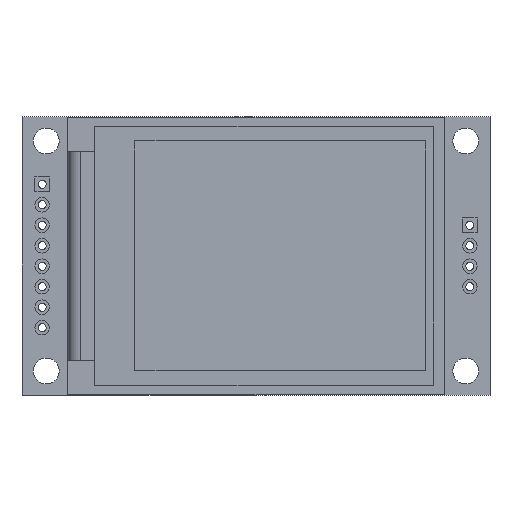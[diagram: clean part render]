
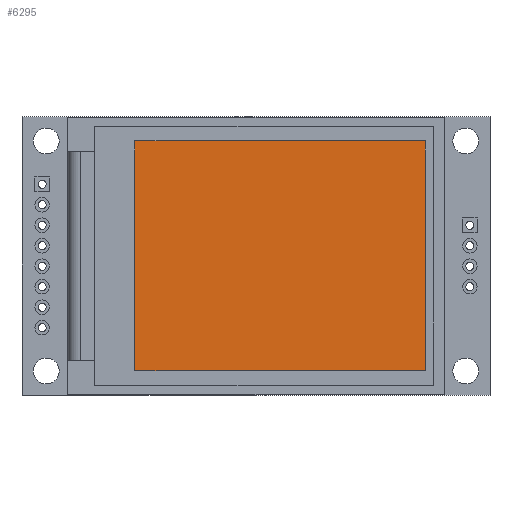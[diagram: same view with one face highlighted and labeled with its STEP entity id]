
A CAD part, top view. The second image highlights one B-rep face of the part: STEP entity #6295.
In plain terms, the highlighted planar face has unit normal (0, 0, 1).
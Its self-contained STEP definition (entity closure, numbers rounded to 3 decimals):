
#497 = DIRECTION ( 'NONE',  ( 0., 1., 0. ) ) ;
#685 = DIRECTION ( 'NONE',  ( -1., 0., 0. ) ) ;
#1087 = VECTOR ( 'NONE', #1471, 1000. ) ;
#1471 = DIRECTION ( 'NONE',  ( 0., -1., 0. ) ) ;
#2748 = DIRECTION ( 'NONE',  ( 1., 0., 0. ) ) ;
#4633 = VECTOR ( 'NONE', #2748, 1000. ) ;
#4664 = LINE ( 'NONE', #17981, #1087 ) ;
#4748 = CARTESIAN_POINT ( 'NONE',  ( -15., -14.25, 4.6 ) ) ;
#4888 = EDGE_CURVE ( 'NONE', #23805, #16252, #4664, .T. ) ;
#5555 = PLANE ( 'NONE',  #22994 ) ;
#5763 = VECTOR ( 'NONE', #497, 1000. ) ;
#5830 = DIRECTION ( 'NONE',  ( 0., 0., 1. ) ) ;
#6182 = FACE_OUTER_BOUND ( 'NONE', #14125, .T. ) ;
#6295 = ADVANCED_FACE ( 'NONE', ( #6182 ), #5555, .T. ) ;
#9428 = CARTESIAN_POINT ( 'NONE',  ( 21., -14.25, 4.6 ) ) ;
#9629 = VERTEX_POINT ( 'NONE', #26988 ) ;
#11743 = LINE ( 'NONE', #14960, #25035 ) ;
#12025 = CARTESIAN_POINT ( 'NONE',  ( 0., 0., 4.6 ) ) ;
#13078 = LINE ( 'NONE', #4748, #4633 ) ;
#14063 = ORIENTED_EDGE ( 'NONE', *, *, #14179, .T. ) ;
#14125 = EDGE_LOOP ( 'NONE', ( #26079, #19683, #22937, #14063 ) ) ;
#14179 = EDGE_CURVE ( 'NONE', #9629, #23805, #11743, .T. ) ;
#14960 = CARTESIAN_POINT ( 'NONE',  ( -15., 14.25, 4.6 ) ) ;
#15006 = VERTEX_POINT ( 'NONE', #9428 ) ;
#16227 = EDGE_CURVE ( 'NONE', #16252, #15006, #13078, .T. ) ;
#16252 = VERTEX_POINT ( 'NONE', #23286 ) ;
#17921 = EDGE_CURVE ( 'NONE', #15006, #9629, #19429, .T. ) ;
#17981 = CARTESIAN_POINT ( 'NONE',  ( -15., 14.25, 4.6 ) ) ;
#18945 = CARTESIAN_POINT ( 'NONE',  ( 21., 14.25, 4.6 ) ) ;
#19429 = LINE ( 'NONE', #18945, #5763 ) ;
#19683 = ORIENTED_EDGE ( 'NONE', *, *, #16227, .T. ) ;
#22937 = ORIENTED_EDGE ( 'NONE', *, *, #17921, .T. ) ;
#22994 = AXIS2_PLACEMENT_3D ( 'NONE', #12025, #5830, #26620 ) ;
#23286 = CARTESIAN_POINT ( 'NONE',  ( -15., -14.25, 4.6 ) ) ;
#23805 = VERTEX_POINT ( 'NONE', #25191 ) ;
#25035 = VECTOR ( 'NONE', #685, 1000. ) ;
#25191 = CARTESIAN_POINT ( 'NONE',  ( -15., 14.25, 4.6 ) ) ;
#26079 = ORIENTED_EDGE ( 'NONE', *, *, #4888, .T. ) ;
#26620 = DIRECTION ( 'NONE',  ( 1., 0., 0. ) ) ;
#26988 = CARTESIAN_POINT ( 'NONE',  ( 21., 14.25, 4.6 ) ) ;
